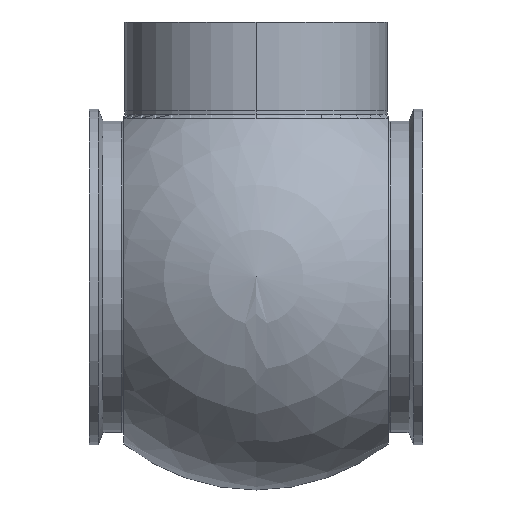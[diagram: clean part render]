
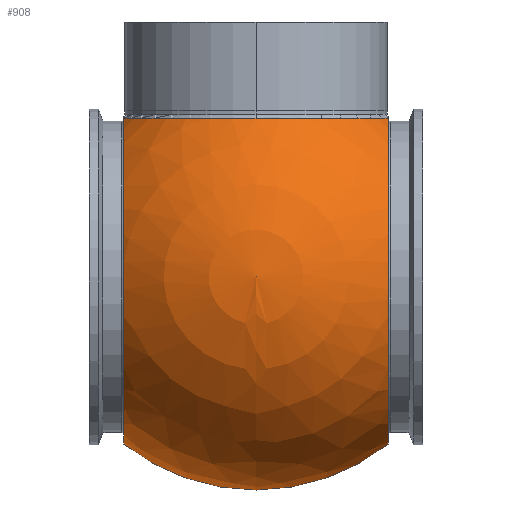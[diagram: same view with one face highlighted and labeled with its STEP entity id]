
A CAD part, left-side view. The second image highlights one B-rep face of the part: STEP entity #908.
In plain terms, the highlighted spherical face has radius 82.55 mm.
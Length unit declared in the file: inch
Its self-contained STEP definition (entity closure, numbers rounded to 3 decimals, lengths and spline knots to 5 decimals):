
#7 = DIRECTION ( 'NONE',  ( -1., 0., 0. ) ) ;
#14 = CARTESIAN_POINT ( 'NONE',  ( 0., 0., 2.42 ) ) ;
#33 = CARTESIAN_POINT ( 'NONE',  ( 0., -2.017, 0. ) ) ;
#41 = AXIS2_PLACEMENT_3D ( 'NONE', #200, #678, #266 ) ;
#78 = DIRECTION ( 'NONE',  ( 1., 0., 0. ) ) ;
#83 = CIRCLE ( 'NONE', #626, 2.16935 ) ;
#100 = EDGE_CURVE ( 'NONE', #301, #711, #862, .T. ) ;
#103 = VERTEX_POINT ( 'NONE', #888 ) ;
#104 = CIRCLE ( 'NONE', #166, 2.54837 ) ;
#107 = DIRECTION ( 'NONE',  ( 0., 0., 1. ) ) ;
#120 = CARTESIAN_POINT ( 'NONE',  ( 0., -2.017, -2.54837 ) ) ;
#162 = SPHERICAL_SURFACE ( 'NONE', #633, 3.25 ) ;
#166 = AXIS2_PLACEMENT_3D ( 'NONE', #33, #538, #107 ) ;
#173 = CIRCLE ( 'NONE', #41, 2.54837 ) ;
#200 = CARTESIAN_POINT ( 'NONE',  ( 0., 2.017, 0. ) ) ;
#228 = ORIENTED_EDGE ( 'NONE', *, *, #523, .F. ) ;
#245 = ORIENTED_EDGE ( 'NONE', *, *, #333, .T. ) ;
#266 = DIRECTION ( 'NONE',  ( 0., 0., 1. ) ) ;
#301 = VERTEX_POINT ( 'NONE', #120 ) ;
#333 = EDGE_CURVE ( 'NONE', #301, #103, #104, .T. ) ;
#368 = DIRECTION ( 'NONE',  ( 0., 0., -1. ) ) ;
#425 = CARTESIAN_POINT ( 'NONE',  ( 0., 0., 0. ) ) ;
#428 = EDGE_CURVE ( 'NONE', #593, #103, #83, .T. ) ;
#491 = DIRECTION ( 'NONE',  ( 0., 0., -1. ) ) ;
#510 = DIRECTION ( 'NONE',  ( 0., 0., 1. ) ) ;
#523 = EDGE_CURVE ( 'NONE', #711, #593, #173, .T. ) ;
#531 = ORIENTED_EDGE ( 'NONE', *, *, #100, .F. ) ;
#538 = DIRECTION ( 'NONE',  ( 0., 1., 0. ) ) ;
#570 = CARTESIAN_POINT ( 'NONE',  ( 0., 0., 0. ) ) ;
#593 = VERTEX_POINT ( 'NONE', #638 ) ;
#626 = AXIS2_PLACEMENT_3D ( 'NONE', #14, #510, #78 ) ;
#633 = AXIS2_PLACEMENT_3D ( 'NONE', #570, #7, #368 ) ;
#638 = CARTESIAN_POINT ( 'NONE',  ( -0.79863, 2.017, 2.42 ) ) ;
#678 = DIRECTION ( 'NONE',  ( 0., 1., 0. ) ) ;
#711 = VERTEX_POINT ( 'NONE', #713 ) ;
#713 = CARTESIAN_POINT ( 'NONE',  ( 0., 2.017, -2.54837 ) ) ;
#738 = AXIS2_PLACEMENT_3D ( 'NONE', #425, #916, #491 ) ;
#755 = ORIENTED_EDGE ( 'NONE', *, *, #428, .F. ) ;
#826 = EDGE_LOOP ( 'NONE', ( #531, #245, #755, #228 ) ) ;
#862 = CIRCLE ( 'NONE', #738, 3.25 ) ;
#871 = FACE_OUTER_BOUND ( 'NONE', #826, .T. ) ;
#888 = CARTESIAN_POINT ( 'NONE',  ( -0.79863, -2.017, 2.42 ) ) ;
#908 = ADVANCED_FACE ( 'NONE', ( #871 ), #162, .T. ) ;
#916 = DIRECTION ( 'NONE',  ( 1., 0., 0. ) ) ;
